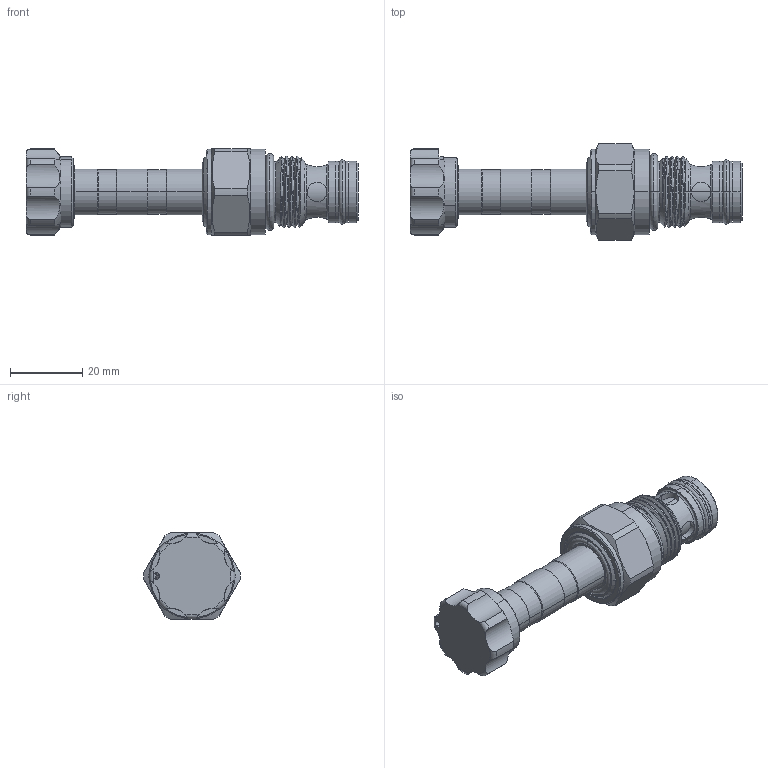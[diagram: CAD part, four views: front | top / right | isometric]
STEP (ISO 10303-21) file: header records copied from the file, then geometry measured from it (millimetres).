
FILE_DESCRIPTION (( 'STEP AP203' ), '1' );
FILE_NAME ('EP20MB2A31N05.STEP', '2016-08-25T07:44:14', ( '' ), ( '' ), 'SwSTEP 2.0', 'SolidWorks 2012', '' );
FILE_SCHEMA (( 'CONFIG_CONTROL_DESIGN' ));
Length unit declared in the file: millimetre
Products named in the file (1): EP20MB2A31N05
Bounding box: 91.75 x 26.69 x 24 mm (x, y, z)
Volume: 22750.4 mm3; surface area: 8883.8 mm2
Topology: 5 solids, 5 shells, 192 faces, 464 edges, 289 vertices
Faces by surface type: cylinder 98, cone 34, torus 30, plane 25, bspline 5
Entity records: 7524 total; most frequent: CARTESIAN_POINT 3035, DIRECTION 939, ORIENTED_EDGE 928, EDGE_CURVE 464, AXIS2_PLACEMENT_3D 403, VERTEX_POINT 289, CIRCLE 215, EDGE_LOOP 209
